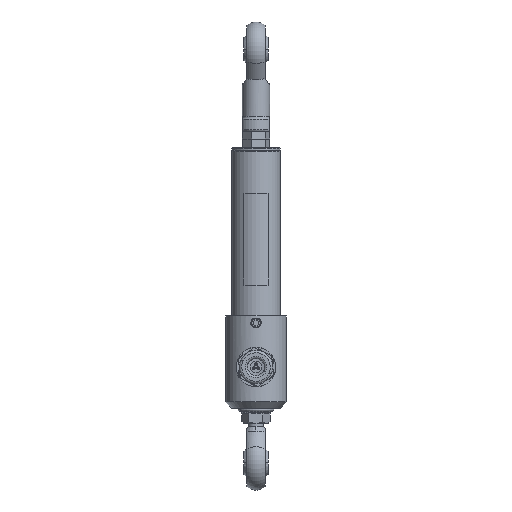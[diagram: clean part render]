
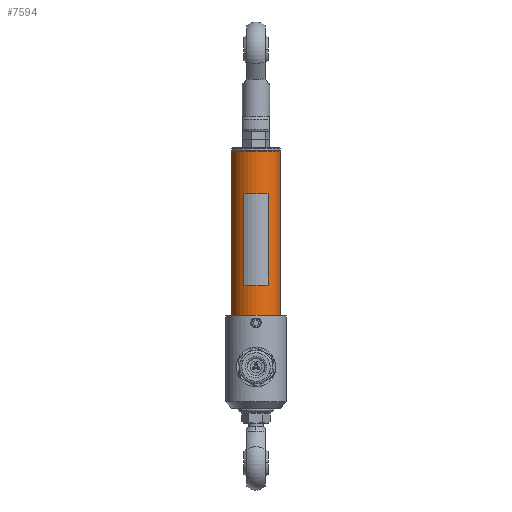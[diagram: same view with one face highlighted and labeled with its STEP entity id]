
A CAD part, front view. The second image highlights one B-rep face of the part: STEP entity #7594.
In plain terms, the highlighted cylindrical face has radius 8 mm (diameter 16 mm), a partial arc.
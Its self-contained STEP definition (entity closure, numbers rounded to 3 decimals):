
#80 = EDGE_CURVE ( 'NONE', #7540, #7534, #1090, .T. ) ;
#1052 = AXIS2_PLACEMENT_3D ( 'NONE', #1076, #1062, #1061 ) ;
#1061 = DIRECTION ( 'NONE',  ( 1., 0., 0. ) ) ;
#1062 = DIRECTION ( 'NONE',  ( 0., 0., -1. ) ) ;
#1076 = CARTESIAN_POINT ( 'NONE',  ( 0., 0., -0.15 ) ) ;
#1090 = CIRCLE ( 'NONE', #1052, 8. ) ;
#2685 = DIRECTION ( 'NONE',  ( -1., 0., 0. ) ) ;
#2699 = DIRECTION ( 'NONE',  ( 1., 0., 0. ) ) ;
#2705 = CARTESIAN_POINT ( 'NONE',  ( 0., 0., -54.5 ) ) ;
#2706 = CIRCLE ( 'NONE', #2708, 8. ) ;
#2707 = DIRECTION ( 'NONE',  ( 0., 0., 1. ) ) ;
#2708 = AXIS2_PLACEMENT_3D ( 'NONE', #2705, #2707, #2685 ) ;
#2756 = FACE_OUTER_BOUND ( 'NONE', #7585, .T. ) ;
#2789 = DIRECTION ( 'NONE',  ( 0., 0., 1. ) ) ;
#2790 = CARTESIAN_POINT ( 'NONE',  ( 0., 0., -63.7 ) ) ;
#2795 = CYLINDRICAL_SURFACE ( 'NONE', #2802, 8. ) ;
#2802 = AXIS2_PLACEMENT_3D ( 'NONE', #2790, #2789, #2699 ) ;
#7534 = VERTEX_POINT ( 'NONE', #9337 ) ;
#7540 = VERTEX_POINT ( 'NONE', #9351 ) ;
#7542 = VERTEX_POINT ( 'NONE', #9353 ) ;
#7551 = ORIENTED_EDGE ( 'NONE', *, *, #7571, .T. ) ;
#7552 = EDGE_CURVE ( 'NONE', #7542, #7534, #9372, .T. ) ;
#7567 = VERTEX_POINT ( 'NONE', #9413 ) ;
#7571 = EDGE_CURVE ( 'NONE', #7567, #7540, #9458, .T. ) ;
#7581 = ORIENTED_EDGE ( 'NONE', *, *, #80, .T. ) ;
#7585 = EDGE_LOOP ( 'NONE', ( #7596, #7608, #7551, #7581 ) ) ;
#7594 = ADVANCED_FACE ( 'NONE', ( #2756 ), #2795, .T. ) ;
#7595 = EDGE_CURVE ( 'NONE', #7542, #7567, #2706, .T. ) ;
#7596 = ORIENTED_EDGE ( 'NONE', *, *, #7552, .F. ) ;
#7608 = ORIENTED_EDGE ( 'NONE', *, *, #7595, .T. ) ;
#9334 = DIRECTION ( 'NONE',  ( 0., 0., 1. ) ) ;
#9337 = CARTESIAN_POINT ( 'NONE',  ( -8., 0., -0.15 ) ) ;
#9351 = CARTESIAN_POINT ( 'NONE',  ( 8., 0., -0.15 ) ) ;
#9353 = CARTESIAN_POINT ( 'NONE',  ( -8., 0., -54.5 ) ) ;
#9370 = VECTOR ( 'NONE', #9334, 1000. ) ;
#9371 = CARTESIAN_POINT ( 'NONE',  ( -8., 0., -63.7 ) ) ;
#9372 = LINE ( 'NONE', #9371, #9370 ) ;
#9413 = CARTESIAN_POINT ( 'NONE',  ( 8., 0., -54.5 ) ) ;
#9443 = CARTESIAN_POINT ( 'NONE',  ( 8., 0., -63.7 ) ) ;
#9453 = DIRECTION ( 'NONE',  ( 0., 0., 1. ) ) ;
#9454 = VECTOR ( 'NONE', #9453, 1000. ) ;
#9458 = LINE ( 'NONE', #9443, #9454 ) ;
